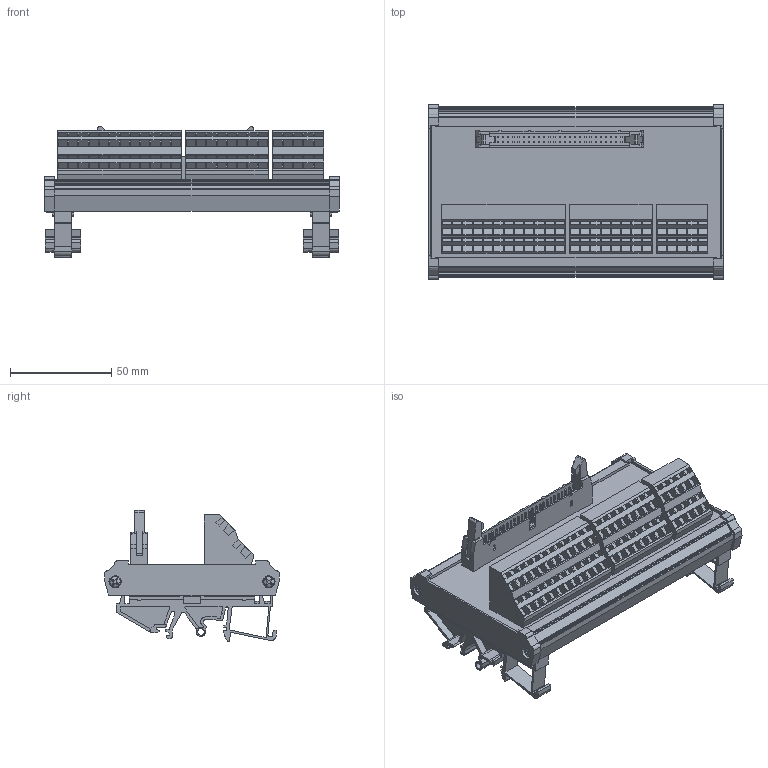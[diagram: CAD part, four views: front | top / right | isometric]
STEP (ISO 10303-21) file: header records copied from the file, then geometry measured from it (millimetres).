
FILE_DESCRIPTION(('CATIA V5R22 STEP214','CAx-IF Rec.Pracs.--- Model Styling and Organization---1.4--- 2014-01-23'),'2;1');
FILE_NAME ('032159-1_0', '2021-11-09T10:10:52+00:00', ('Weidmueller Interface'), ('Weidmueller'), 'CATIA Version 5-6 Release 2016 SP3 HF44', 'CATIA V5 STEP AP214', 'none');
FILE_SCHEMA(('AUTOMOTIVE_DESIGN { 1 0 10303 214 1 1 1 1 }'));
Products named in the file (1): 8537150000_RS F50 Z
Bounding box: 145.5 x 86.4 x 64.75 mm (x, y, z)
Volume: 134834.5 mm3; surface area: 105209.9 mm2
Topology: 1 solids, 5 shells, 1954 faces, 5429 edges, 3598 vertices
Faces by surface type: plane 1659, cylinder 245, bspline 34, torus 8, sphere 8
Entity records: 65437 total; most frequent: CARTESIAN_POINT 13944, ORIENTED_EDGE 10858, DIRECTION 8940, EDGE_CURVE 5429, VECTOR 4681, LINE 4681, VERTEX_POINT 3598, AXIS2_PLACEMENT_3D 2342
